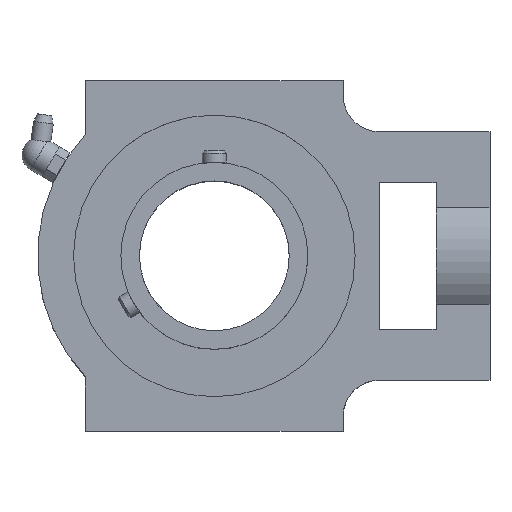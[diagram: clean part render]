
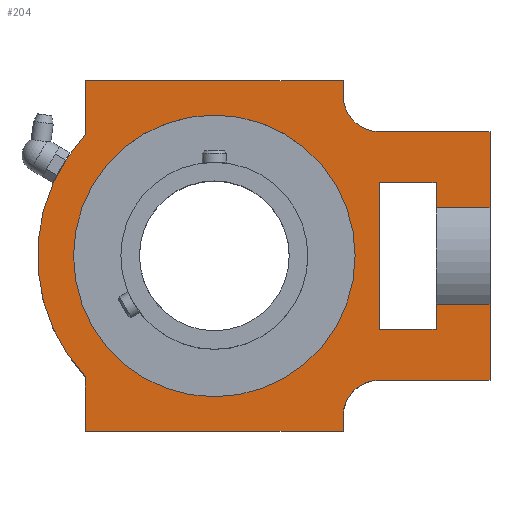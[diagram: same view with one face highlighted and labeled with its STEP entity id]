
A CAD part, top view. The second image highlights one B-rep face of the part: STEP entity #204.
In plain terms, the highlighted planar face has unit normal (0, 0, 1).
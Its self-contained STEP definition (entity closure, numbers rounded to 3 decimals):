
#204 = ADVANCED_FACE( '', ( #354, #355 ), #356, .T. );
#354 = FACE_BOUND( '', #567, .T. );
#355 = FACE_OUTER_BOUND( '', #568, .T. );
#356 = PLANE( '', #569 );
#567 = EDGE_LOOP( '', ( #905 ) );
#568 = EDGE_LOOP( '', ( #906, #907, #908, #909, #910, #911, #912, #913, #914, #915, #916, #917, #918, #919, #920, #921, #922, #923, #924, #925 ) );
#569 = AXIS2_PLACEMENT_3D( '', #926, #927, #928 );
#905 = ORIENTED_EDGE( '', *, *, #1408, .F. );
#906 = ORIENTED_EDGE( '', *, *, #1409, .T. );
#907 = ORIENTED_EDGE( '', *, *, #1410, .F. );
#908 = ORIENTED_EDGE( '', *, *, #1411, .T. );
#909 = ORIENTED_EDGE( '', *, *, #1412, .F. );
#910 = ORIENTED_EDGE( '', *, *, #1413, .T. );
#911 = ORIENTED_EDGE( '', *, *, #1414, .T. );
#912 = ORIENTED_EDGE( '', *, *, #1415, .T. );
#913 = ORIENTED_EDGE( '', *, *, #1416, .T. );
#914 = ORIENTED_EDGE( '', *, *, #1417, .T. );
#915 = ORIENTED_EDGE( '', *, *, #1418, .F. );
#916 = ORIENTED_EDGE( '', *, *, #1419, .T. );
#917 = ORIENTED_EDGE( '', *, *, #1420, .F. );
#918 = ORIENTED_EDGE( '', *, *, #1421, .F. );
#919 = ORIENTED_EDGE( '', *, *, #1422, .T. );
#920 = ORIENTED_EDGE( '', *, *, #1423, .F. );
#921 = ORIENTED_EDGE( '', *, *, #1424, .F. );
#922 = ORIENTED_EDGE( '', *, *, #1425, .F. );
#923 = ORIENTED_EDGE( '', *, *, #1426, .T. );
#924 = ORIENTED_EDGE( '', *, *, #1427, .T. );
#925 = ORIENTED_EDGE( '', *, *, #1428, .F. );
#926 = CARTESIAN_POINT( '', ( 74., 58.5, 18.5 ) );
#927 = DIRECTION( '', ( 0., 0., 1. ) );
#928 = DIRECTION( '', ( 1., 0., 0. ) );
#1408 = EDGE_CURVE( '', #1651, #1651, #1652, .T. );
#1409 = EDGE_CURVE( '', #1653, #1654, #1655, .T. );
#1410 = EDGE_CURVE( '', #1656, #1654, #1657, .T. );
#1411 = EDGE_CURVE( '', #1656, #1658, #1659, .T. );
#1412 = EDGE_CURVE( '', #1660, #1658, #1661, .T. );
#1413 = EDGE_CURVE( '', #1660, #1662, #1663, .T. );
#1414 = EDGE_CURVE( '', #1662, #1664, #1665, .T. );
#1415 = EDGE_CURVE( '', #1664, #1666, #1667, .T. );
#1416 = EDGE_CURVE( '', #1666, #1668, #1669, .T. );
#1417 = EDGE_CURVE( '', #1668, #1670, #1671, .T. );
#1418 = EDGE_CURVE( '', #1672, #1670, #1673, .T. );
#1419 = EDGE_CURVE( '', #1672, #1674, #1675, .T. );
#1420 = EDGE_CURVE( '', #1676, #1674, #1677, .T. );
#1421 = EDGE_CURVE( '', #1678, #1676, #1679, .T. );
#1422 = EDGE_CURVE( '', #1678, #1680, #1681, .T. );
#1423 = EDGE_CURVE( '', #1682, #1680, #1683, .T. );
#1424 = EDGE_CURVE( '', #1684, #1682, #1685, .T. );
#1425 = EDGE_CURVE( '', #1686, #1684, #1687, .T. );
#1426 = EDGE_CURVE( '', #1686, #1688, #1689, .T. );
#1427 = EDGE_CURVE( '', #1688, #1690, #1691, .T. );
#1428 = EDGE_CURVE( '', #1653, #1690, #1692, .T. );
#1651 = VERTEX_POINT( '', #2280 );
#1652 = CIRCLE( '', #2281, 47. );
#1653 = VERTEX_POINT( '', #2282 );
#1654 = VERTEX_POINT( '', #2283 );
#1655 = LINE( '', #2284, #2285 );
#1656 = VERTEX_POINT( '', #2286 );
#1657 = CIRCLE( '', #2287, 12. );
#1658 = VERTEX_POINT( '', #2288 );
#1659 = LINE( '', #2289, #2290 );
#1660 = VERTEX_POINT( '', #2291 );
#1661 = LINE( '', #2292, #2293 );
#1662 = VERTEX_POINT( '', #2294 );
#1663 = LINE( '', #2295, #2296 );
#1664 = VERTEX_POINT( '', #2297 );
#1665 = CIRCLE( '', #2298, 59. );
#1666 = VERTEX_POINT( '', #2299 );
#1667 = LINE( '', #2300, #2301 );
#1668 = VERTEX_POINT( '', #2302 );
#1669 = LINE( '', #2303, #2304 );
#1670 = VERTEX_POINT( '', #2305 );
#1671 = LINE( '', #2306, #2307 );
#1672 = VERTEX_POINT( '', #2308 );
#1673 = CIRCLE( '', #2309, 12. );
#1674 = VERTEX_POINT( '', #2310 );
#1675 = LINE( '', #2311, #2312 );
#1676 = VERTEX_POINT( '', #2313 );
#1677 = LINE( '', #2314, #2315 );
#1678 = VERTEX_POINT( '', #2316 );
#1679 = LINE( '', #2317, #2318 );
#1680 = VERTEX_POINT( '', #2319 );
#1681 = LINE( '', #2320, #2321 );
#1682 = VERTEX_POINT( '', #2322 );
#1683 = LINE( '', #2323, #2324 );
#1684 = VERTEX_POINT( '', #2325 );
#1685 = LINE( '', #2326, #2327 );
#1686 = VERTEX_POINT( '', #2328 );
#1687 = LINE( '', #2329, #2330 );
#1688 = VERTEX_POINT( '', #2331 );
#1689 = LINE( '', #2332, #2333 );
#1690 = VERTEX_POINT( '', #2334 );
#1691 = LINE( '', #2335, #2336 );
#1692 = LINE( '', #2337, #2338 );
#2280 = CARTESIAN_POINT( '', ( 47., 0., 18.5 ) );
#2281 = AXIS2_PLACEMENT_3D( '', #2721, #2722, #2723 );
#2282 = CARTESIAN_POINT( '', ( 92., 41.5, 18.5 ) );
#2283 = CARTESIAN_POINT( '', ( 55., 41.5, 18.5 ) );
#2284 = CARTESIAN_POINT( '', ( 92., 41.5, 18.5 ) );
#2285 = VECTOR( '', #2724, 1000. );
#2286 = CARTESIAN_POINT( '', ( 43., 53.5, 18.5 ) );
#2287 = AXIS2_PLACEMENT_3D( '', #2725, #2726, #2727 );
#2288 = CARTESIAN_POINT( '', ( 43., 58.5, 18.5 ) );
#2289 = CARTESIAN_POINT( '', ( 43., 53.5, 18.5 ) );
#2290 = VECTOR( '', #2728, 1000. );
#2291 = CARTESIAN_POINT( '', ( -43., 58.5, 18.5 ) );
#2292 = CARTESIAN_POINT( '', ( -77., 58.5, 18.5 ) );
#2293 = VECTOR( '', #2729, 1000. );
#2294 = CARTESIAN_POINT( '', ( -43., 40.398, 18.5 ) );
#2295 = CARTESIAN_POINT( '', ( -43., 58.5, 18.5 ) );
#2296 = VECTOR( '', #2730, 1000. );
#2297 = CARTESIAN_POINT( '', ( -43., -40.398, 18.5 ) );
#2298 = AXIS2_PLACEMENT_3D( '', #2731, #2732, #2733 );
#2299 = CARTESIAN_POINT( '', ( -43., -58.5, 18.5 ) );
#2300 = CARTESIAN_POINT( '', ( -43., -40.398, 18.5 ) );
#2301 = VECTOR( '', #2734, 1000. );
#2302 = CARTESIAN_POINT( '', ( 43., -58.5, 18.5 ) );
#2303 = CARTESIAN_POINT( '', ( -77., -58.5, 18.5 ) );
#2304 = VECTOR( '', #2735, 1000. );
#2305 = CARTESIAN_POINT( '', ( 43., -53.5, 18.5 ) );
#2306 = CARTESIAN_POINT( '', ( 43., -58.5, 18.5 ) );
#2307 = VECTOR( '', #2736, 1000. );
#2308 = CARTESIAN_POINT( '', ( 55., -41.5, 18.5 ) );
#2309 = AXIS2_PLACEMENT_3D( '', #2737, #2738, #2739 );
#2310 = CARTESIAN_POINT( '', ( 92., -41.5, 18.5 ) );
#2311 = CARTESIAN_POINT( '', ( 55., -41.5, 18.5 ) );
#2312 = VECTOR( '', #2740, 1000. );
#2313 = CARTESIAN_POINT( '', ( 92., -16.062, 18.5 ) );
#2314 = CARTESIAN_POINT( '', ( 92., -16.062, 18.5 ) );
#2315 = VECTOR( '', #2741, 1000. );
#2316 = CARTESIAN_POINT( '', ( 74., -16.062, 18.5 ) );
#2317 = CARTESIAN_POINT( '', ( 74., -16.062, 18.5 ) );
#2318 = VECTOR( '', #2742, 1000. );
#2319 = CARTESIAN_POINT( '', ( 74., -24.5, 18.5 ) );
#2320 = CARTESIAN_POINT( '', ( 74., -16.062, 18.5 ) );
#2321 = VECTOR( '', #2743, 1000. );
#2322 = CARTESIAN_POINT( '', ( 55., -24.5, 18.5 ) );
#2323 = CARTESIAN_POINT( '', ( 55., -24.5, 18.5 ) );
#2324 = VECTOR( '', #2744, 1000. );
#2325 = CARTESIAN_POINT( '', ( 55., 24.5, 18.5 ) );
#2326 = CARTESIAN_POINT( '', ( 55., 24.5, 18.5 ) );
#2327 = VECTOR( '', #2745, 1000. );
#2328 = CARTESIAN_POINT( '', ( 74., 24.5, 18.5 ) );
#2329 = CARTESIAN_POINT( '', ( 74., 24.5, 18.5 ) );
#2330 = VECTOR( '', #2746, 1000. );
#2331 = CARTESIAN_POINT( '', ( 74., 16.062, 18.5 ) );
#2332 = CARTESIAN_POINT( '', ( 74., 58.5, 18.5 ) );
#2333 = VECTOR( '', #2747, 1000. );
#2334 = CARTESIAN_POINT( '', ( 92., 16.062, 18.5 ) );
#2335 = CARTESIAN_POINT( '', ( 74., 16.062, 18.5 ) );
#2336 = VECTOR( '', #2748, 1000. );
#2337 = CARTESIAN_POINT( '', ( 92., 58.5, 18.5 ) );
#2338 = VECTOR( '', #2749, 1000. );
#2721 = CARTESIAN_POINT( '', ( 0., 0., 18.5 ) );
#2722 = DIRECTION( '', ( 0., 0., 1. ) );
#2723 = DIRECTION( '', ( 1., 0., 0. ) );
#2724 = DIRECTION( '', ( -1., 0., 0. ) );
#2725 = CARTESIAN_POINT( '', ( 55., 53.5, 18.5 ) );
#2726 = DIRECTION( '', ( 0., 0., 1. ) );
#2727 = DIRECTION( '', ( 1., 0., 0. ) );
#2728 = DIRECTION( '', ( 0., 1., 0. ) );
#2729 = DIRECTION( '', ( 1., 0., 0. ) );
#2730 = DIRECTION( '', ( 0., -1., 0. ) );
#2731 = CARTESIAN_POINT( '', ( 0., 0., 18.5 ) );
#2732 = DIRECTION( '', ( 0., 0., 1. ) );
#2733 = DIRECTION( '', ( 1., 0., 0. ) );
#2734 = DIRECTION( '', ( 0., -1., 0. ) );
#2735 = DIRECTION( '', ( 1., 0., 0. ) );
#2736 = DIRECTION( '', ( 0., 1., 0. ) );
#2737 = CARTESIAN_POINT( '', ( 55., -53.5, 18.5 ) );
#2738 = DIRECTION( '', ( 0., 0., 1. ) );
#2739 = DIRECTION( '', ( 1., 0., 0. ) );
#2740 = DIRECTION( '', ( 1., 0., 0. ) );
#2741 = DIRECTION( '', ( 0., -1., 0. ) );
#2742 = DIRECTION( '', ( 1., 0., 0. ) );
#2743 = DIRECTION( '', ( 0., -1., 0. ) );
#2744 = DIRECTION( '', ( 1., 0., 0. ) );
#2745 = DIRECTION( '', ( 0., -1., 0. ) );
#2746 = DIRECTION( '', ( -1., 0., 0. ) );
#2747 = DIRECTION( '', ( 0., -1., 0. ) );
#2748 = DIRECTION( '', ( 1., 0., 0. ) );
#2749 = DIRECTION( '', ( 0., -1., 0. ) );
